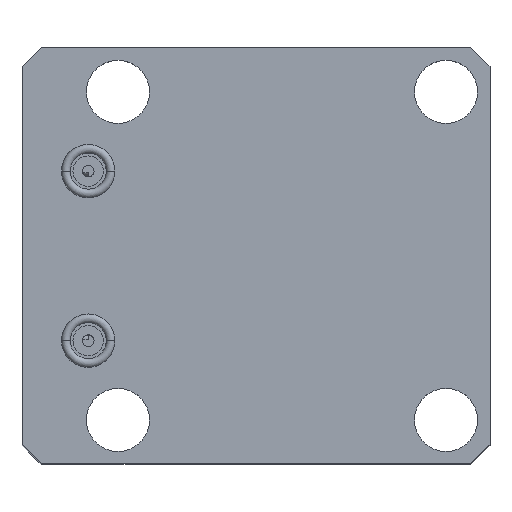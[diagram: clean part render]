
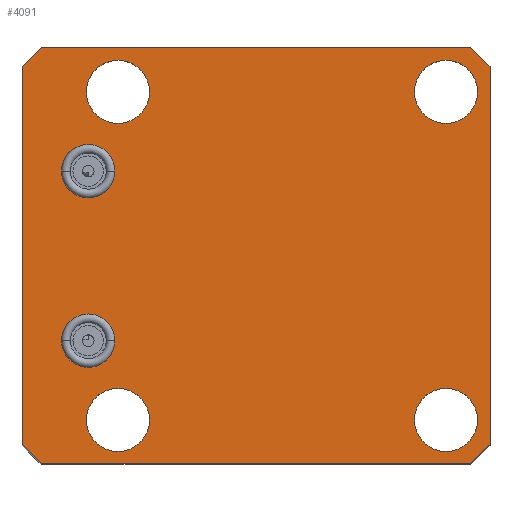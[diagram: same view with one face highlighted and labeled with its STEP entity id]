
A CAD part, top view. The second image highlights one B-rep face of the part: STEP entity #4091.
In plain terms, the highlighted planar face has unit normal (0, 0, 1).
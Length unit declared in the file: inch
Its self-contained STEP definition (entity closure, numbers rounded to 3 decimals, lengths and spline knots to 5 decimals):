
#1411=CARTESIAN_POINT('',(1.38,-1.38,0.985));
#1412=DIRECTION('',(0.,0.,-1.));
#1413=DIRECTION('',(1.,0.,0.));
#1414=AXIS2_PLACEMENT_3D('',#1411,#1412,#1413);
#1419=CARTESIAN_POINT('',(1.38,-1.38,0.985));
#1420=DIRECTION('',(0.,0.,-1.));
#1421=DIRECTION('',(-1.,0.,0.));
#1422=AXIS2_PLACEMENT_3D('',#1419,#1420,#1421);
#1427=CARTESIAN_POINT('',(1.38,1.38,0.985));
#1428=DIRECTION('',(0.,0.,-1.));
#1429=DIRECTION('',(1.,0.,0.));
#1430=AXIS2_PLACEMENT_3D('',#1427,#1428,#1429);
#1435=CARTESIAN_POINT('',(1.38,1.38,0.985));
#1436=DIRECTION('',(0.,0.,-1.));
#1437=DIRECTION('',(-1.,0.,0.));
#1438=AXIS2_PLACEMENT_3D('',#1435,#1436,#1437);
#1443=CARTESIAN_POINT('',(-1.38,-1.38,0.985));
#1444=DIRECTION('',(0.,0.,-1.));
#1445=DIRECTION('',(1.,0.,0.));
#1446=AXIS2_PLACEMENT_3D('',#1443,#1444,#1445);
#1451=CARTESIAN_POINT('',(-1.38,-1.38,0.985));
#1452=DIRECTION('',(0.,0.,-1.));
#1453=DIRECTION('',(-1.,0.,0.));
#1454=AXIS2_PLACEMENT_3D('',#1451,#1452,#1453);
#1459=CARTESIAN_POINT('',(-1.38,1.38,0.985));
#1460=DIRECTION('',(0.,0.,-1.));
#1461=DIRECTION('',(1.,0.,0.));
#1462=AXIS2_PLACEMENT_3D('',#1459,#1460,#1461);
#1467=CARTESIAN_POINT('',(-1.38,1.38,0.985));
#1468=DIRECTION('',(0.,0.,-1.));
#1469=DIRECTION('',(-1.,0.,0.));
#1470=AXIS2_PLACEMENT_3D('',#1467,#1468,#1469);
#1475=CARTESIAN_POINT('',(-1.63,-0.713,0.985));
#1476=DIRECTION('',(0.,0.,1.));
#1477=DIRECTION('',(-1.,0.,0.));
#1478=AXIS2_PLACEMENT_3D('',#1475,#1476,#1477);
#1483=CARTESIAN_POINT('',(-1.63,-0.713,0.985));
#1484=DIRECTION('',(0.,0.,1.));
#1485=DIRECTION('',(1.,0.,0.));
#1486=AXIS2_PLACEMENT_3D('',#1483,#1484,#1485);
#1491=CARTESIAN_POINT('',(-1.63,0.713,0.985));
#1492=DIRECTION('',(0.,0.,1.));
#1493=DIRECTION('',(-1.,0.,0.));
#1494=AXIS2_PLACEMENT_3D('',#1491,#1492,#1493);
#1499=CARTESIAN_POINT('',(-1.63,0.713,0.985));
#1500=DIRECTION('',(0.,0.,1.));
#1501=DIRECTION('',(1.,0.,0.));
#1502=AXIS2_PLACEMENT_3D('',#1499,#1500,#1501);
#1507=DIRECTION('',(0.,-1.,0.));
#1508=VECTOR('',#1507,3.18);
#1509=CARTESIAN_POINT('',(-2.187,1.59,0.985));
#1510=LINE('',#1509,#1508);
#1514=DIRECTION('',(-0.707,-0.707,0.));
#1515=VECTOR('',#1514,0.22627);
#1516=CARTESIAN_POINT('',(-2.027,1.75,0.985));
#1517=LINE('',#1516,#1515);
#1521=DIRECTION('',(-1.,0.,0.));
#1522=VECTOR('',#1521,3.617);
#1523=CARTESIAN_POINT('',(1.59,1.75,0.985));
#1524=LINE('',#1523,#1522);
#1528=DIRECTION('',(-0.707,0.707,0.));
#1529=VECTOR('',#1528,0.22627);
#1530=CARTESIAN_POINT('',(1.75,1.59,0.985));
#1531=LINE('',#1530,#1529);
#1535=DIRECTION('',(0.,1.,0.));
#1536=VECTOR('',#1535,3.18);
#1537=CARTESIAN_POINT('',(1.75,-1.59,0.985));
#1538=LINE('',#1537,#1536);
#1542=DIRECTION('',(0.707,0.707,0.));
#1543=VECTOR('',#1542,0.22627);
#1544=CARTESIAN_POINT('',(1.59,-1.75,0.985));
#1545=LINE('',#1544,#1543);
#1549=DIRECTION('',(1.,0.,0.));
#1550=VECTOR('',#1549,3.617);
#1551=CARTESIAN_POINT('',(-2.027,-1.75,0.985));
#1552=LINE('',#1551,#1550);
#1556=DIRECTION('',(0.707,-0.707,0.));
#1557=VECTOR('',#1556,0.22627);
#1558=CARTESIAN_POINT('',(-2.187,-1.59,0.985));
#1559=LINE('',#1558,#1557);
#2496=CARTESIAN_POINT('',(-2.187,1.59,0.985));
#2497=CARTESIAN_POINT('',(-2.187,-1.59,0.985));
#2498=VERTEX_POINT('',#2496);
#2499=VERTEX_POINT('',#2497);
#2500=CARTESIAN_POINT('',(-2.027,-1.75,0.985));
#2501=CARTESIAN_POINT('',(1.59,-1.75,0.985));
#2502=VERTEX_POINT('',#2500);
#2503=VERTEX_POINT('',#2501);
#2504=CARTESIAN_POINT('',(1.75,-1.59,0.985));
#2505=CARTESIAN_POINT('',(1.75,1.59,0.985));
#2506=VERTEX_POINT('',#2504);
#2507=VERTEX_POINT('',#2505);
#2508=CARTESIAN_POINT('',(1.59,1.75,0.985));
#2509=CARTESIAN_POINT('',(-2.027,1.75,0.985));
#2510=VERTEX_POINT('',#2508);
#2511=VERTEX_POINT('',#2509);
#2536=CARTESIAN_POINT('',(1.6455,-1.38,0.985));
#2537=CARTESIAN_POINT('',(1.1145,-1.38,0.985));
#2538=VERTEX_POINT('',#2536);
#2539=VERTEX_POINT('',#2537);
#2600=CARTESIAN_POINT('',(-1.8545,-0.713,0.985));
#2601=CARTESIAN_POINT('',(-1.4055,-0.713,0.985));
#2602=VERTEX_POINT('',#2600);
#2603=VERTEX_POINT('',#2601);
#2604=CARTESIAN_POINT('',(-1.8545,0.713,0.985));
#2605=CARTESIAN_POINT('',(-1.4055,0.713,0.985));
#2606=VERTEX_POINT('',#2604);
#2607=VERTEX_POINT('',#2605);
#2695=CARTESIAN_POINT('',(1.6455,1.38,0.985));
#2696=CARTESIAN_POINT('',(1.1145,1.38,0.985));
#2697=VERTEX_POINT('',#2695);
#2698=VERTEX_POINT('',#2696);
#2699=CARTESIAN_POINT('',(-1.1145,-1.38,0.985));
#2700=CARTESIAN_POINT('',(-1.6455,-1.38,0.985));
#2701=VERTEX_POINT('',#2699);
#2702=VERTEX_POINT('',#2700);
#2703=CARTESIAN_POINT('',(-1.1145,1.38,0.985));
#2704=CARTESIAN_POINT('',(-1.6455,1.38,0.985));
#2705=VERTEX_POINT('',#2703);
#2706=VERTEX_POINT('',#2704);
#4036=CARTESIAN_POINT('',(0.,0.,0.985));
#4037=DIRECTION('',(0.,0.,1.));
#4038=DIRECTION('',(1.,0.,0.));
#4039=AXIS2_PLACEMENT_3D('',#4036,#4037,#4038);
#4040=PLANE('',#4039);
#4041=ORIENTED_EDGE('',*,*,#3644,.F.);
#4043=ORIENTED_EDGE('',*,*,#4042,.F.);
#4045=ORIENTED_EDGE('',*,*,#4044,.F.);
#4047=ORIENTED_EDGE('',*,*,#4046,.F.);
#4049=ORIENTED_EDGE('',*,*,#4048,.F.);
#4051=ORIENTED_EDGE('',*,*,#4050,.F.);
#4053=ORIENTED_EDGE('',*,*,#4052,.F.);
#4054=ORIENTED_EDGE('',*,*,#3629,.F.);
#4055=EDGE_LOOP('',(#4041,#4043,#4045,#4047,#4049,#4051,#4053,#4054));
#4056=FACE_OUTER_BOUND('',#4055,.F.);
#4058=ORIENTED_EDGE('',*,*,#4057,.F.);
#4060=ORIENTED_EDGE('',*,*,#4059,.F.);
#4061=EDGE_LOOP('',(#4058,#4060));
#4062=FACE_BOUND('',#4061,.F.);
#4064=ORIENTED_EDGE('',*,*,#4063,.F.);
#4066=ORIENTED_EDGE('',*,*,#4065,.F.);
#4067=EDGE_LOOP('',(#4064,#4066));
#4068=FACE_BOUND('',#4067,.F.);
#4070=ORIENTED_EDGE('',*,*,#4069,.F.);
#4072=ORIENTED_EDGE('',*,*,#4071,.F.);
#4073=EDGE_LOOP('',(#4070,#4072));
#4074=FACE_BOUND('',#4073,.F.);
#4076=ORIENTED_EDGE('',*,*,#4075,.F.);
#4078=ORIENTED_EDGE('',*,*,#4077,.F.);
#4079=EDGE_LOOP('',(#4076,#4078));
#4080=FACE_BOUND('',#4079,.F.);
#4081=ORIENTED_EDGE('',*,*,#3894,.T.);
#4082=ORIENTED_EDGE('',*,*,#3927,.T.);
#4083=EDGE_LOOP('',(#4081,#4082));
#4084=FACE_BOUND('',#4083,.F.);
#4086=ORIENTED_EDGE('',*,*,#4085,.T.);
#4088=ORIENTED_EDGE('',*,*,#4087,.T.);
#4089=EDGE_LOOP('',(#4086,#4088));
#4090=FACE_BOUND('',#4089,.F.);
#4091=ADVANCED_FACE('',(#4056,#4062,#4068,#4074,#4080,#4084,#4090),#4040,.T.);
#1415=CIRCLE('',#1414,0.2655);
#1423=CIRCLE('',#1422,0.2655);
#1431=CIRCLE('',#1430,0.2655);
#1439=CIRCLE('',#1438,0.2655);
#1447=CIRCLE('',#1446,0.2655);
#1455=CIRCLE('',#1454,0.2655);
#1463=CIRCLE('',#1462,0.2655);
#1471=CIRCLE('',#1470,0.2655);
#1479=CIRCLE('',#1478,0.2245);
#1487=CIRCLE('',#1486,0.2245);
#1495=CIRCLE('',#1494,0.2245);
#1503=CIRCLE('',#1502,0.2245);
#3629=EDGE_CURVE('',#2499,#2502,#1559,.T.);
#3644=EDGE_CURVE('',#2498,#2499,#1510,.T.);
#3894=EDGE_CURVE('',#2602,#2603,#1479,.T.);
#3927=EDGE_CURVE('',#2603,#2602,#1487,.T.);
#4042=EDGE_CURVE('',#2511,#2498,#1517,.T.);
#4044=EDGE_CURVE('',#2510,#2511,#1524,.T.);
#4046=EDGE_CURVE('',#2507,#2510,#1531,.T.);
#4048=EDGE_CURVE('',#2506,#2507,#1538,.T.);
#4050=EDGE_CURVE('',#2503,#2506,#1545,.T.);
#4052=EDGE_CURVE('',#2502,#2503,#1552,.T.);
#4057=EDGE_CURVE('',#2538,#2539,#1415,.T.);
#4059=EDGE_CURVE('',#2539,#2538,#1423,.T.);
#4063=EDGE_CURVE('',#2697,#2698,#1431,.T.);
#4065=EDGE_CURVE('',#2698,#2697,#1439,.T.);
#4069=EDGE_CURVE('',#2701,#2702,#1447,.T.);
#4071=EDGE_CURVE('',#2702,#2701,#1455,.T.);
#4075=EDGE_CURVE('',#2705,#2706,#1463,.T.);
#4077=EDGE_CURVE('',#2706,#2705,#1471,.T.);
#4085=EDGE_CURVE('',#2606,#2607,#1495,.T.);
#4087=EDGE_CURVE('',#2607,#2606,#1503,.T.);
